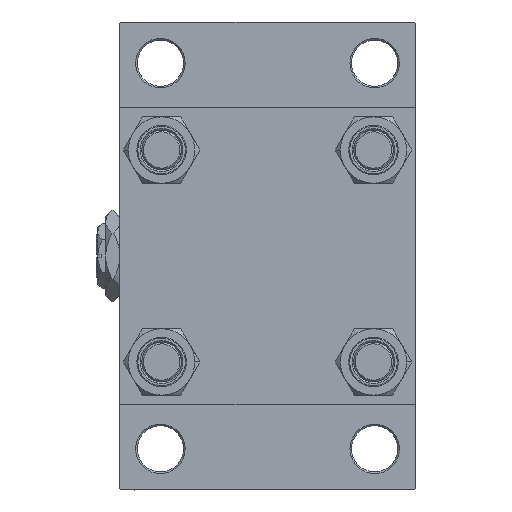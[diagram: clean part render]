
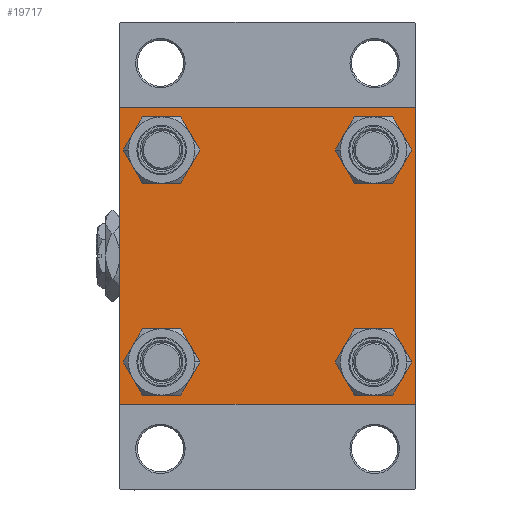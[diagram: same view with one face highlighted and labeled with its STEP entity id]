
A CAD part, left-side view. The second image highlights one B-rep face of the part: STEP entity #19717.
In plain terms, the highlighted planar face has unit normal (-1, 0, 0).
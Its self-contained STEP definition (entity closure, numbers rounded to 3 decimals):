
#626 = CARTESIAN_POINT ( 'NONE',  ( 0., 32.15, 32.15 ) ) ;
#1183 = VERTEX_POINT ( 'NONE', #16816 ) ;
#1552 = CARTESIAN_POINT ( 'NONE',  ( 0., 32.15, -25.65 ) ) ;
#1652 = AXIS2_PLACEMENT_3D ( 'NONE', #1917, #16647, #31849 ) ;
#1678 = FACE_BOUND ( 'NONE', #3660, .T. ) ;
#1917 = CARTESIAN_POINT ( 'NONE',  ( 0., 0., 0. ) ) ;
#2630 = CARTESIAN_POINT ( 'NONE',  ( 0., 32.15, -38.65 ) ) ;
#3343 = CARTESIAN_POINT ( 'NONE',  ( 0., -32.15, 25.65 ) ) ;
#3506 = ORIENTED_EDGE ( 'NONE', *, *, #30162, .T. ) ;
#3515 = LINE ( 'NONE', #7512, #35413 ) ;
#3558 = CIRCLE ( 'NONE', #9936, 6.5 ) ;
#3660 = EDGE_LOOP ( 'NONE', ( #14449, #3506 ) ) ;
#4578 = EDGE_CURVE ( 'NONE', #29692, #46515, #35760, .T. ) ;
#5176 = FACE_BOUND ( 'NONE', #11392, .T. ) ;
#5231 = VERTEX_POINT ( 'NONE', #9043 ) ;
#5662 = FACE_BOUND ( 'NONE', #44566, .T. ) ;
#6249 = VERTEX_POINT ( 'NONE', #41489 ) ;
#6716 = AXIS2_PLACEMENT_3D ( 'NONE', #32159, #46371, #12716 ) ;
#7512 = CARTESIAN_POINT ( 'NONE',  ( 0., 44.75, -44.75 ) ) ;
#7804 = VECTOR ( 'NONE', #21122, 1000. ) ;
#7968 = EDGE_CURVE ( 'NONE', #30944, #39542, #20533, .T. ) ;
#8354 = DIRECTION ( 'NONE',  ( 0., 0.707, -0.707 ) ) ;
#8391 = EDGE_CURVE ( 'NONE', #1183, #39542, #21699, .T. ) ;
#8623 = DIRECTION ( 'NONE',  ( 0., 0., 1. ) ) ;
#8907 = LINE ( 'NONE', #32088, #7804 ) ;
#8973 = VERTEX_POINT ( 'NONE', #2630 ) ;
#9043 = CARTESIAN_POINT ( 'NONE',  ( 0., 44.5, -45. ) ) ;
#9257 = VERTEX_POINT ( 'NONE', #36667 ) ;
#9282 = CARTESIAN_POINT ( 'NONE',  ( 0., -32.15, 38.65 ) ) ;
#9652 = FACE_OUTER_BOUND ( 'NONE', #27964, .T. ) ;
#9936 = AXIS2_PLACEMENT_3D ( 'NONE', #626, #31042, #46244 ) ;
#9952 = CARTESIAN_POINT ( 'NONE',  ( 0., -45., -44.5 ) ) ;
#10376 = DIRECTION ( 'NONE',  ( 1., 0., 0. ) ) ;
#10400 = ORIENTED_EDGE ( 'NONE', *, *, #35532, .T. ) ;
#11392 = EDGE_LOOP ( 'NONE', ( #10400, #45622 ) ) ;
#11440 = CIRCLE ( 'NONE', #48053, 6.5 ) ;
#11547 = CIRCLE ( 'NONE', #24287, 6.5 ) ;
#12049 = CARTESIAN_POINT ( 'NONE',  ( 0., 45., 45. ) ) ;
#12380 = EDGE_CURVE ( 'NONE', #29077, #6249, #44960, .T. ) ;
#12716 = DIRECTION ( 'NONE',  ( 0., 0., 1. ) ) ;
#13615 = CARTESIAN_POINT ( 'NONE',  ( 0., 32.15, -32.15 ) ) ;
#14114 = CIRCLE ( 'NONE', #34036, 6.5 ) ;
#14121 = EDGE_CURVE ( 'NONE', #30944, #23931, #47459, .T. ) ;
#14436 = CARTESIAN_POINT ( 'NONE',  ( 0., 32.15, 25.65 ) ) ;
#14449 = ORIENTED_EDGE ( 'NONE', *, *, #28815, .T. ) ;
#15165 = CIRCLE ( 'NONE', #43036, 6.5 ) ;
#15235 = VECTOR ( 'NONE', #8354, 1000. ) ;
#15538 = DIRECTION ( 'NONE',  ( 0., -1., 0. ) ) ;
#16024 = DIRECTION ( 'NONE',  ( 0., 0., 1. ) ) ;
#16210 = ORIENTED_EDGE ( 'NONE', *, *, #26840, .T. ) ;
#16580 = EDGE_CURVE ( 'NONE', #6249, #29077, #3558, .T. ) ;
#16645 = EDGE_CURVE ( 'NONE', #35649, #5231, #3515, .T. ) ;
#16647 = DIRECTION ( 'NONE',  ( -1., 0., 0. ) ) ;
#16783 = CARTESIAN_POINT ( 'NONE',  ( 0., -45., 45. ) ) ;
#16816 = CARTESIAN_POINT ( 'NONE',  ( 0., -44.5, -45. ) ) ;
#16890 = FACE_BOUND ( 'NONE', #46772, .T. ) ;
#17432 = VERTEX_POINT ( 'NONE', #3343 ) ;
#18659 = EDGE_CURVE ( 'NONE', #17432, #35944, #14114, .T. ) ;
#18696 = AXIS2_PLACEMENT_3D ( 'NONE', #38537, #43264, #8623 ) ;
#18732 = DIRECTION ( 'NONE',  ( 0., -0.707, -0.707 ) ) ;
#18772 = VECTOR ( 'NONE', #28014, 1000. ) ;
#19134 = DIRECTION ( 'NONE',  ( 1., 0., 0. ) ) ;
#19378 = CARTESIAN_POINT ( 'NONE',  ( 0., -32.15, 32.15 ) ) ;
#19580 = ORIENTED_EDGE ( 'NONE', *, *, #30309, .T. ) ;
#19717 = ADVANCED_FACE ( 'NONE', ( #5176, #1678, #5662, #16890, #9652 ), #20133, .T. ) ;
#20133 = PLANE ( 'NONE',  #1652 ) ;
#20157 = CARTESIAN_POINT ( 'NONE',  ( 0., -44.5, 45. ) ) ;
#20234 = EDGE_CURVE ( 'NONE', #37011, #8973, #15165, .T. ) ;
#20455 = CARTESIAN_POINT ( 'NONE',  ( 0., -32.15, -32.15 ) ) ;
#20533 = LINE ( 'NONE', #16783, #35236 ) ;
#20654 = CARTESIAN_POINT ( 'NONE',  ( 0., -32.15, -38.65 ) ) ;
#21122 = DIRECTION ( 'NONE',  ( 0., -1., 0. ) ) ;
#21699 = LINE ( 'NONE', #36422, #43211 ) ;
#22377 = EDGE_CURVE ( 'NONE', #29692, #23931, #46442, .T. ) ;
#23021 = CARTESIAN_POINT ( 'NONE',  ( 0., 45., 44.5 ) ) ;
#23880 = DIRECTION ( 'NONE',  ( 0., 0., -1. ) ) ;
#23931 = VERTEX_POINT ( 'NONE', #20157 ) ;
#24287 = AXIS2_PLACEMENT_3D ( 'NONE', #20455, #38900, #27929 ) ;
#26840 = EDGE_CURVE ( 'NONE', #8973, #37011, #11440, .T. ) ;
#26904 = ORIENTED_EDGE ( 'NONE', *, *, #7968, .F. ) ;
#26953 = CARTESIAN_POINT ( 'NONE',  ( 0., 44.5, 45. ) ) ;
#27929 = DIRECTION ( 'NONE',  ( 0., 0., 1. ) ) ;
#27964 = EDGE_LOOP ( 'NONE', ( #19580, #49138, #44327, #30358, #26904, #34692, #32627, #31374 ) ) ;
#28014 = DIRECTION ( 'NONE',  ( 0., 0.707, 0.707 ) ) ;
#28815 = EDGE_CURVE ( 'NONE', #9257, #32315, #30579, .T. ) ;
#29077 = VERTEX_POINT ( 'NONE', #14436 ) ;
#29692 = VERTEX_POINT ( 'NONE', #26953 ) ;
#30162 = EDGE_CURVE ( 'NONE', #32315, #9257, #11547, .T. ) ;
#30309 = EDGE_CURVE ( 'NONE', #46515, #35649, #46069, .T. ) ;
#30358 = ORIENTED_EDGE ( 'NONE', *, *, #8391, .T. ) ;
#30362 = DIRECTION ( 'NONE',  ( 0., 0., 1. ) ) ;
#30400 = CARTESIAN_POINT ( 'NONE',  ( 0., -32.15, 32.15 ) ) ;
#30579 = CIRCLE ( 'NONE', #6716, 6.5 ) ;
#30944 = VERTEX_POINT ( 'NONE', #31679 ) ;
#31042 = DIRECTION ( 'NONE',  ( 1., 0., 0. ) ) ;
#31340 = CARTESIAN_POINT ( 'NONE',  ( 0., 45., -44.5 ) ) ;
#31374 = ORIENTED_EDGE ( 'NONE', *, *, #4578, .T. ) ;
#31679 = CARTESIAN_POINT ( 'NONE',  ( 0., -45., 44.5 ) ) ;
#31849 = DIRECTION ( 'NONE',  ( 0., 0., 1. ) ) ;
#32088 = CARTESIAN_POINT ( 'NONE',  ( 0., 45., -45. ) ) ;
#32159 = CARTESIAN_POINT ( 'NONE',  ( 0., -32.15, -32.15 ) ) ;
#32315 = VERTEX_POINT ( 'NONE', #20654 ) ;
#32325 = AXIS2_PLACEMENT_3D ( 'NONE', #19378, #19134, #30362 ) ;
#32627 = ORIENTED_EDGE ( 'NONE', *, *, #22377, .F. ) ;
#32737 = CARTESIAN_POINT ( 'NONE',  ( 0., -44.75, 44.75 ) ) ;
#34036 = AXIS2_PLACEMENT_3D ( 'NONE', #30400, #41619, #37170 ) ;
#34692 = ORIENTED_EDGE ( 'NONE', *, *, #14121, .T. ) ;
#34962 = DIRECTION ( 'NONE',  ( 1., 0., 0. ) ) ;
#35236 = VECTOR ( 'NONE', #35732, 1000. ) ;
#35413 = VECTOR ( 'NONE', #18732, 1000. ) ;
#35532 = EDGE_CURVE ( 'NONE', #35944, #17432, #36314, .T. ) ;
#35649 = VERTEX_POINT ( 'NONE', #31340 ) ;
#35732 = DIRECTION ( 'NONE',  ( 0., 0., -1. ) ) ;
#35760 = LINE ( 'NONE', #39251, #15235 ) ;
#35944 = VERTEX_POINT ( 'NONE', #9282 ) ;
#36314 = CIRCLE ( 'NONE', #32325, 6.5 ) ;
#36422 = CARTESIAN_POINT ( 'NONE',  ( 0., -44.75, -44.75 ) ) ;
#36667 = CARTESIAN_POINT ( 'NONE',  ( 0., -32.15, -25.65 ) ) ;
#36911 = DIRECTION ( 'NONE',  ( 0., -0.707, 0.707 ) ) ;
#37011 = VERTEX_POINT ( 'NONE', #1552 ) ;
#37063 = DIRECTION ( 'NONE',  ( 0., 0., 1. ) ) ;
#37114 = ORIENTED_EDGE ( 'NONE', *, *, #16580, .T. ) ;
#37170 = DIRECTION ( 'NONE',  ( 0., 0., 1. ) ) ;
#38537 = CARTESIAN_POINT ( 'NONE',  ( 0., 32.15, 32.15 ) ) ;
#38634 = VECTOR ( 'NONE', #23880, 1000. ) ;
#38900 = DIRECTION ( 'NONE',  ( 1., 0., 0. ) ) ;
#39251 = CARTESIAN_POINT ( 'NONE',  ( 0., 44.75, 44.75 ) ) ;
#39461 = CARTESIAN_POINT ( 'NONE',  ( 0., 32.15, -32.15 ) ) ;
#39542 = VERTEX_POINT ( 'NONE', #9952 ) ;
#40628 = EDGE_CURVE ( 'NONE', #5231, #1183, #8907, .T. ) ;
#41489 = CARTESIAN_POINT ( 'NONE',  ( 0., 32.15, 38.65 ) ) ;
#41619 = DIRECTION ( 'NONE',  ( 1., 0., 0. ) ) ;
#42320 = VECTOR ( 'NONE', #15538, 1000. ) ;
#43036 = AXIS2_PLACEMENT_3D ( 'NONE', #39461, #34962, #16024 ) ;
#43211 = VECTOR ( 'NONE', #36911, 1000. ) ;
#43264 = DIRECTION ( 'NONE',  ( 1., 0., 0. ) ) ;
#44327 = ORIENTED_EDGE ( 'NONE', *, *, #40628, .T. ) ;
#44566 = EDGE_LOOP ( 'NONE', ( #49127, #16210 ) ) ;
#44960 = CIRCLE ( 'NONE', #18696, 6.5 ) ;
#45622 = ORIENTED_EDGE ( 'NONE', *, *, #18659, .T. ) ;
#46069 = LINE ( 'NONE', #46570, #38634 ) ;
#46244 = DIRECTION ( 'NONE',  ( 0., 0., 1. ) ) ;
#46371 = DIRECTION ( 'NONE',  ( 1., 0., 0. ) ) ;
#46442 = LINE ( 'NONE', #12049, #42320 ) ;
#46515 = VERTEX_POINT ( 'NONE', #23021 ) ;
#46570 = CARTESIAN_POINT ( 'NONE',  ( 0., 45., 45. ) ) ;
#46763 = ORIENTED_EDGE ( 'NONE', *, *, #12380, .T. ) ;
#46772 = EDGE_LOOP ( 'NONE', ( #37114, #46763 ) ) ;
#47459 = LINE ( 'NONE', #32737, #18772 ) ;
#48053 = AXIS2_PLACEMENT_3D ( 'NONE', #13615, #10376, #37063 ) ;
#49127 = ORIENTED_EDGE ( 'NONE', *, *, #20234, .T. ) ;
#49138 = ORIENTED_EDGE ( 'NONE', *, *, #16645, .T. ) ;
